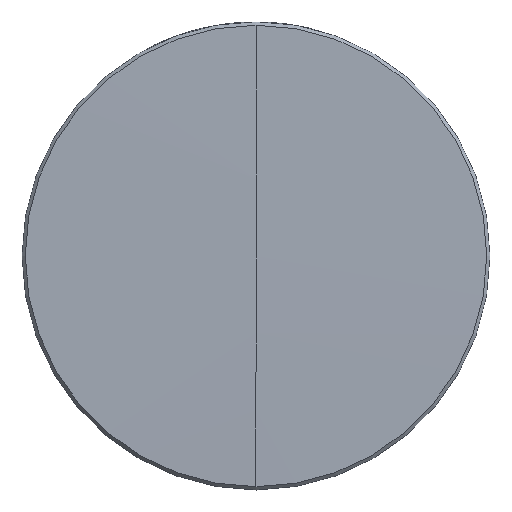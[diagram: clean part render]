
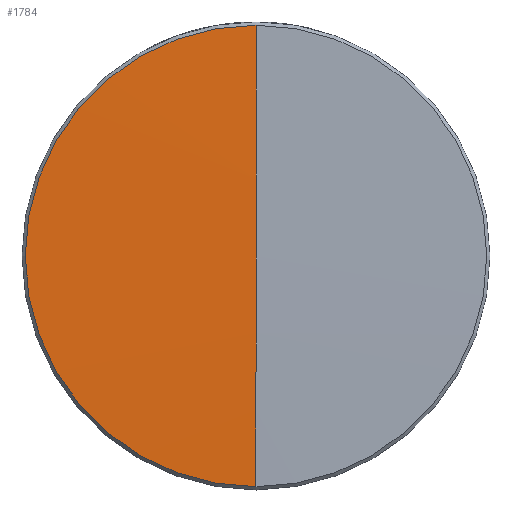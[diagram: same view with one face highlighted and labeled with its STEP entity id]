
A CAD part, top view. The second image highlights one B-rep face of the part: STEP entity #1784.
In plain terms, the highlighted spherical face has radius 775.2 mm.
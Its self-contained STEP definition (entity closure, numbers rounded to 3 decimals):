
#1 = DIRECTION ( 'NONE',  ( 0., 0., -1. ) ) ;
#123 = CIRCLE ( 'NONE', #426, 12.523 ) ;
#151 = CARTESIAN_POINT ( 'NONE',  ( 0., 0., -774.15 ) ) ;
#181 = VERTEX_POINT ( 'NONE', #1126 ) ;
#219 = CIRCLE ( 'NONE', #1313, 775.2 ) ;
#415 = CARTESIAN_POINT ( 'NONE',  ( 0., 0., 0.949 ) ) ;
#426 = AXIS2_PLACEMENT_3D ( 'NONE', #415, #2227, #955 ) ;
#487 = ORIENTED_EDGE ( 'NONE', *, *, #1993, .T. ) ;
#619 = AXIS2_PLACEMENT_3D ( 'NONE', #1844, #1101, #1 ) ;
#676 = SPHERICAL_SURFACE ( 'NONE', #1741, 775.2 ) ;
#741 = FACE_OUTER_BOUND ( 'NONE', #939, .T. ) ;
#939 = EDGE_LOOP ( 'NONE', ( #487, #2066, #2094 ) ) ;
#955 = DIRECTION ( 'NONE',  ( 0., -1., 0. ) ) ;
#1090 = CARTESIAN_POINT ( 'NONE',  ( 0., 0., -774.15 ) ) ;
#1096 = VERTEX_POINT ( 'NONE', #1672 ) ;
#1101 = DIRECTION ( 'NONE',  ( 1., 0., 0. ) ) ;
#1108 = DIRECTION ( 'NONE',  ( -1., 0., 0. ) ) ;
#1126 = CARTESIAN_POINT ( 'NONE',  ( 0., 12.523, 0.949 ) ) ;
#1313 = AXIS2_PLACEMENT_3D ( 'NONE', #1090, #1108, #2190 ) ;
#1406 = VERTEX_POINT ( 'NONE', #2088 ) ;
#1431 = DIRECTION ( 'NONE',  ( -1., 0., 0. ) ) ;
#1464 = EDGE_CURVE ( 'NONE', #181, #1096, #1957, .T. ) ;
#1631 = EDGE_CURVE ( 'NONE', #1406, #1096, #219, .T. ) ;
#1672 = CARTESIAN_POINT ( 'NONE',  ( 0., 0., 1.05 ) ) ;
#1741 = AXIS2_PLACEMENT_3D ( 'NONE', #151, #1431, #1801 ) ;
#1784 = ADVANCED_FACE ( 'NONE', ( #741 ), #676, .T. ) ;
#1801 = DIRECTION ( 'NONE',  ( 0., 1., 0. ) ) ;
#1844 = CARTESIAN_POINT ( 'NONE',  ( 0., 0., -774.15 ) ) ;
#1957 = CIRCLE ( 'NONE', #619, 775.2 ) ;
#1993 = EDGE_CURVE ( 'NONE', #181, #1406, #123, .T. ) ;
#2066 = ORIENTED_EDGE ( 'NONE', *, *, #1631, .T. ) ;
#2088 = CARTESIAN_POINT ( 'NONE',  ( 0., -12.523, 0.949 ) ) ;
#2094 = ORIENTED_EDGE ( 'NONE', *, *, #1464, .F. ) ;
#2190 = DIRECTION ( 'NONE',  ( 0., -1., 0. ) ) ;
#2227 = DIRECTION ( 'NONE',  ( 0., 0., 1. ) ) ;
